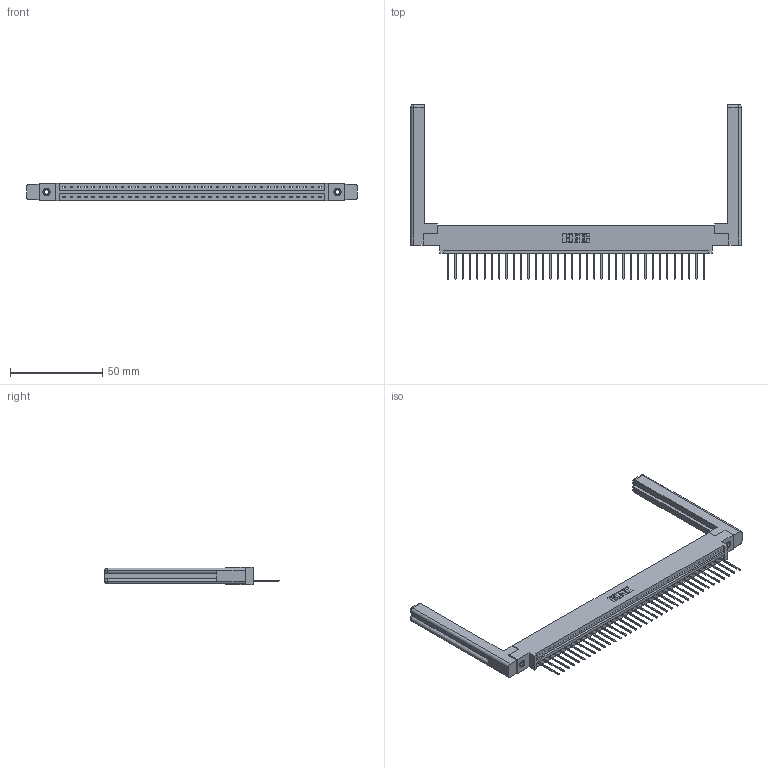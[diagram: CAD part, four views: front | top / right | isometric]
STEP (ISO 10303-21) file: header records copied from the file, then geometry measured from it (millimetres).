
FILE_DESCRIPTION (( 'STEP AP203' ), '1' );
FILE_NAME ('387-036-540-658.STEP', '2019-10-04T13:27:28', ( '' ), ( '' ), 'SwSTEP 2.0', 'SolidWorks 2016', '' );
FILE_SCHEMA (( 'CONFIG_CONTROL_DESIGN' ));
Length unit declared in the file: inch
Products named in the file (5): 345-250-001_345-250-001-102; 345-292-001_345-293-140; 337 Part_0.170 Offset - 0.156 Dia-TI; 387-036-540-658; 307-220-058
Assembly tree (41 placements, depth 2):
  387-036-540-658
    337 Part_0.170 Offset - 0.156 Dia-TI
    345-292-001_345-293-140  x36
    345-250-001_345-250-001-102  x2
    307-220-058  x2
Bounding box: 179.27 x 94.87 x 9.4 mm (x, y, z)
Volume: 25650.8 mm3; surface area: 24743.2 mm2
Topology: 41 solids, 41 shells, 2492 faces, 7445 edges, 4902 vertices
Faces by surface type: plane 1814, cylinder 654, cone 12, torus 12
Entity records: 30320 total; most frequent: CARTESIAN_POINT 5281, ORIENTED_EDGE 5192, DIRECTION 4476, EDGE_CURVE 2596, VECTOR 2420, LINE 2420, VERTEX_POINT 1722, AXIS2_PLACEMENT_3D 1028
